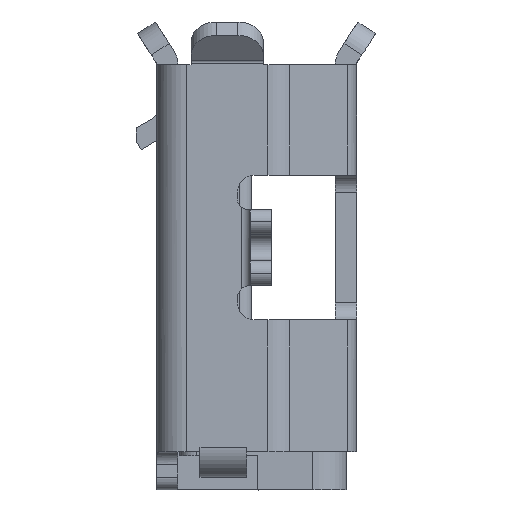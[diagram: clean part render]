
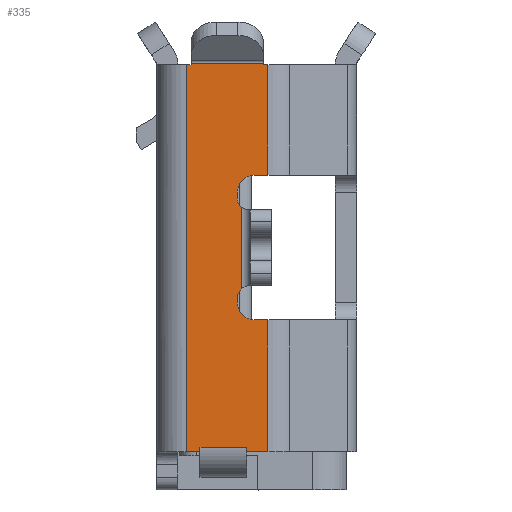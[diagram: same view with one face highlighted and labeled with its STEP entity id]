
A CAD part, left-side view. The second image highlights one B-rep face of the part: STEP entity #335.
In plain terms, the highlighted planar face has unit normal (-1, 0, 0).
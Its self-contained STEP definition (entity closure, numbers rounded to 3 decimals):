
#335=ADVANCED_FACE('NONE',(#1245),#1246,.F.);
#1245=FACE_OUTER_BOUND('',#2637,.T.);
#1246=PLANE('',#2638);
#2637=EDGE_LOOP('',(#5493,#5494,#5495,#5496,#5497,#5498,#5499,#5500,#5501,#5502,#5503,#5504,#5505,#5506,#5507,#5508,#5509,#5510,#5511,#5512,#5513,#5514,#5515));
#2638=AXIS2_PLACEMENT_3D('',#5516,#5517,#5518);
#5493=ORIENTED_EDGE('',*,*,#10203,.T.);
#5494=ORIENTED_EDGE('',*,*,#9983,.T.);
#5495=ORIENTED_EDGE('',*,*,#10221,.T.);
#5496=ORIENTED_EDGE('',*,*,#10222,.F.);
#5497=ORIENTED_EDGE('',*,*,#10223,.F.);
#5498=ORIENTED_EDGE('',*,*,#9573,.T.);
#5499=ORIENTED_EDGE('',*,*,#9977,.F.);
#5500=ORIENTED_EDGE('',*,*,#10058,.F.);
#5501=ORIENTED_EDGE('',*,*,#10224,.T.);
#5502=ORIENTED_EDGE('',*,*,#10225,.T.);
#5503=ORIENTED_EDGE('',*,*,#10083,.F.);
#5504=ORIENTED_EDGE('',*,*,#10226,.T.);
#5505=ORIENTED_EDGE('',*,*,#10085,.F.);
#5506=ORIENTED_EDGE('',*,*,#10130,.T.);
#5507=ORIENTED_EDGE('',*,*,#10127,.T.);
#5508=ORIENTED_EDGE('',*,*,#10124,.T.);
#5509=ORIENTED_EDGE('',*,*,#10121,.F.);
#5510=ORIENTED_EDGE('',*,*,#10117,.T.);
#5511=ORIENTED_EDGE('',*,*,#10227,.T.);
#5512=ORIENTED_EDGE('',*,*,#10228,.T.);
#5513=ORIENTED_EDGE('',*,*,#10219,.F.);
#5514=ORIENTED_EDGE('',*,*,#10215,.T.);
#5515=ORIENTED_EDGE('',*,*,#10213,.F.);
#5516=CARTESIAN_POINT('',(-3.7,-1.309,-5.0));
#5517=DIRECTION('',(1.0,0.,0.0));
#5518=DIRECTION('',(0.,1.0,0.0));
#9573=EDGE_CURVE('NONE',#11514,#11518,#11520,.T.);
#9977=EDGE_CURVE('NONE',#12198,#11518,#12199,.T.);
#9983=EDGE_CURVE('NONE',#12209,#12207,#12210,.T.);
#10058=EDGE_CURVE('NONE',#12319,#12198,#12321,.T.);
#10083=EDGE_CURVE('NONE',#12360,#12330,#12362,.T.);
#10085=EDGE_CURVE('NONE',#12364,#12365,#12366,.T.);
#10117=EDGE_CURVE('NONE',#12419,#12417,#12420,.T.);
#10121=EDGE_CURVE('NONE',#12419,#12426,#12427,.T.);
#10124=EDGE_CURVE('NONE',#12431,#12426,#12432,.T.);
#10127=EDGE_CURVE('NONE',#12436,#12431,#12437,.T.);
#10130=EDGE_CURVE('NONE',#12364,#12436,#12441,.T.);
#10203=EDGE_CURVE('NONE',#12559,#12209,#12560,.T.);
#10213=EDGE_CURVE('NONE',#12559,#12573,#12574,.T.);
#10215=EDGE_CURVE('NONE',#12576,#12573,#12577,.T.);
#10219=EDGE_CURVE('NONE',#12576,#12583,#12584,.T.);
#10221=EDGE_CURVE('NONE',#12207,#12586,#12587,.T.);
#10222=EDGE_CURVE('NONE',#12588,#12586,#12589,.T.);
#10223=EDGE_CURVE('NONE',#11514,#12588,#12590,.T.);
#10224=EDGE_CURVE('NONE',#12319,#12591,#12592,.T.);
#10225=EDGE_CURVE('NONE',#12591,#12330,#12593,.T.);
#10226=EDGE_CURVE('NONE',#12360,#12365,#12594,.T.);
#10227=EDGE_CURVE('NONE',#12417,#12595,#12596,.T.);
#10228=EDGE_CURVE('NONE',#12595,#12583,#12597,.T.);
#11514=VERTEX_POINT('NONE',#14685);
#11518=VERTEX_POINT('NONE',#14691);
#11520=LINE('',#14694,#14695);
#12198=VERTEX_POINT('NONE',#15794);
#12199=LINE('',#15795,#15796);
#12207=VERTEX_POINT('NONE',#15810);
#12209=VERTEX_POINT('NONE',#15813);
#12210=LINE('',#15814,#15815);
#12319=VERTEX_POINT('NONE',#15983);
#12321=LINE('',#15986,#15987);
#12330=VERTEX_POINT('NONE',#15998);
#12360=VERTEX_POINT('NONE',#16042);
#12362=LINE('',#16044,#16045);
#12364=VERTEX_POINT('NONE',#16048);
#12365=VERTEX_POINT('NONE',#16049);
#12366=LINE('',#16050,#16051);
#12417=VERTEX_POINT('NONE',#16120);
#12419=VERTEX_POINT('NONE',#16127);
#12420=CIRCLE('',#16128,0.14);
#12426=VERTEX_POINT('NONE',#16138);
#12427=LINE('',#16139,#16140);
#12431=VERTEX_POINT('NONE',#16146);
#12432=CIRCLE('',#16147,0.2);
#12436=VERTEX_POINT('NONE',#16152);
#12437=LINE('',#16153,#16154);
#12441=LINE('',#16160,#16161);
#12559=VERTEX_POINT('NONE',#16427);
#12560=LINE('',#16428,#16429);
#12573=VERTEX_POINT('NONE',#16449);
#12574=LINE('',#16450,#16451);
#12576=VERTEX_POINT('NONE',#16454);
#12577=CIRCLE('',#16455,0.2);
#12583=VERTEX_POINT('NONE',#16463);
#12584=LINE('',#16464,#16465);
#12586=VERTEX_POINT('NONE',#16468);
#12587=LINE('',#16469,#16470);
#12588=VERTEX_POINT('NONE',#16471);
#12589=LINE('',#16472,#16473);
#12590=LINE('',#16474,#16475);
#12591=VERTEX_POINT('NONE',#16476);
#12592=LINE('',#16477,#16478);
#12593=LINE('',#16479,#16480);
#12594=LINE('',#16481,#16482);
#12595=VERTEX_POINT('NONE',#16483);
#12596=LINE('',#16484,#16485);
#12597=CIRCLE('',#16486,0.12);
#14685=CARTESIAN_POINT('',(-3.7,-0.404,0.0));
#14691=CARTESIAN_POINT('',(-3.7,-0.35,0.0));
#14694=CARTESIAN_POINT('',(-3.7,-0.4,0.0));
#14695=VECTOR('',#19601,1000.0);
#15794=CARTESIAN_POINT('',(-3.7,-0.35,-4.55));
#15795=CARTESIAN_POINT('',(-3.7,-0.35,-4.55));
#15796=VECTOR('',#20164,1000.0);
#15810=CARTESIAN_POINT('',(-3.7,-1.254,0.0));
#15813=CARTESIAN_POINT('',(-3.7,-1.309,0.0));
#15814=CARTESIAN_POINT('',(-3.7,-0.4,0.0));
#15815=VECTOR('',#20173,1000.0);
#15983=CARTESIAN_POINT('',(-3.7,-0.509,-4.55));
#15986=CARTESIAN_POINT('',(-3.7,-0.51,-4.55));
#15987=VECTOR('',#20276,1000.0);
#15998=CARTESIAN_POINT('',(-3.7,-0.51,-4.5));
#16042=CARTESIAN_POINT('',(-3.7,-1.059,-4.5));
#16044=CARTESIAN_POINT('',(-3.7,-1.059,-4.5));
#16045=VECTOR('',#20317,1000.0);
#16048=CARTESIAN_POINT('',(-3.7,-1.309,-4.55));
#16049=CARTESIAN_POINT('',(-3.7,-1.06,-4.55));
#16050=CARTESIAN_POINT('',(-3.7,-1.309,-4.55));
#16051=VECTOR('',#20319,1000.0);
#16120=CARTESIAN_POINT('',(-3.7,-1.0,-2.633));
#16127=CARTESIAN_POINT('',(-3.7,-0.95,-2.74));
#16128=AXIS2_PLACEMENT_3D('',#20374,#20375,#20376);
#16138=CARTESIAN_POINT('',(-3.7,-0.95,-2.8));
#16139=CARTESIAN_POINT('',(-3.7,-0.95,-2.74));
#16140=VECTOR('',#20381,1000.0);
#16146=CARTESIAN_POINT('',(-3.7,-1.15,-3.0));
#16147=AXIS2_PLACEMENT_3D('',#20384,#20385,#20386);
#16152=CARTESIAN_POINT('',(-3.7,-1.309,-3.0));
#16153=CARTESIAN_POINT('',(-3.7,-1.309,-3.0));
#16154=VECTOR('',#20391,1000.0);
#16160=CARTESIAN_POINT('',(-3.7,-1.309,-4.55));
#16161=VECTOR('',#20394,1000.0);
#16427=CARTESIAN_POINT('',(-3.7,-1.309,-1.3));
#16428=CARTESIAN_POINT('',(-3.7,-1.309,-1.3));
#16429=VECTOR('',#20487,1000.0);
#16449=CARTESIAN_POINT('',(-3.7,-1.15,-1.3));
#16450=CARTESIAN_POINT('',(-3.7,-1.309,-1.3));
#16451=VECTOR('',#20501,1000.0);
#16454=CARTESIAN_POINT('',(-3.7,-0.95,-1.5));
#16455=AXIS2_PLACEMENT_3D('',#20503,#20504,#20505);
#16463=CARTESIAN_POINT('',(-3.7,-0.95,-1.58));
#16464=CARTESIAN_POINT('',(-3.7,-0.95,-1.5));
#16465=VECTOR('',#20511,1000.0);
#16468=CARTESIAN_POINT('',(-3.7,-1.254,0.016));
#16469=CARTESIAN_POINT('',(-3.7,-1.254,0.0));
#16470=VECTOR('',#20513,1000.0);
#16471=CARTESIAN_POINT('',(-3.7,-0.404,0.016));
#16472=CARTESIAN_POINT('',(-3.7,-0.404,0.016));
#16473=VECTOR('',#20514,1000.0);
#16474=CARTESIAN_POINT('',(-3.7,-0.404,0.0));
#16475=VECTOR('',#20515,1000.0);
#16476=CARTESIAN_POINT('',(-3.7,-0.509,-4.5));
#16477=CARTESIAN_POINT('',(-3.7,-0.509,-5.0));
#16478=VECTOR('',#20516,1000.0);
#16479=CARTESIAN_POINT('',(-3.7,-1.309,-4.5));
#16480=VECTOR('',#20517,1000.0);
#16481=CARTESIAN_POINT('',(-3.7,-1.06,-5.0));
#16482=VECTOR('',#20518,1000.0);
#16483=CARTESIAN_POINT('',(-3.7,-1.0,-1.677));
#16484=CARTESIAN_POINT('',(-3.7,-1.0,-2.6));
#16485=VECTOR('',#20519,1000.0);
#16486=AXIS2_PLACEMENT_3D('',#20520,#20521,#20522);
#19601=DIRECTION('',(0.,1.0,0.0));
#20164=DIRECTION('',(0.0,0.0,1.0));
#20173=DIRECTION('',(0.,1.0,0.0));
#20276=DIRECTION('',(0.,1.0,0.0));
#20317=DIRECTION('',(0.,1.0,0.0));
#20319=DIRECTION('',(0.,1.0,0.0));
#20374=CARTESIAN_POINT('',(-3.7,-1.09,-2.74));
#20375=DIRECTION('',(1.0,0.,0.0));
#20376=DIRECTION('',(0.,1.0,0.0));
#20381=DIRECTION('',(0.0,-0.0,-1.0));
#20384=CARTESIAN_POINT('',(-3.7,-1.15,-2.8));
#20385=DIRECTION('',(1.0,0.,0.0));
#20386=DIRECTION('',(0.0,-0.0,-1.0));
#20391=DIRECTION('',(0.,1.0,0.0));
#20394=DIRECTION('',(0.0,0.0,1.0));
#20487=DIRECTION('',(0.0,0.0,1.0));
#20501=DIRECTION('',(0.,1.0,0.0));
#20503=CARTESIAN_POINT('',(-3.7,-1.15,-1.5));
#20504=DIRECTION('',(1.0,0.,0.0));
#20505=DIRECTION('',(0.,1.0,0.0));
#20511=DIRECTION('',(0.0,-0.0,-1.0));
#20513=DIRECTION('',(0.0,0.0,1.0));
#20514=DIRECTION('',(0.,-1.0,0.0));
#20515=DIRECTION('',(0.0,0.0,1.0));
#20516=DIRECTION('',(0.0,0.0,1.0));
#20517=DIRECTION('',(0.,-1.0,0.0));
#20518=DIRECTION('',(0.0,-0.0,-1.0));
#20519=DIRECTION('',(0.0,0.0,1.0));
#20520=CARTESIAN_POINT('',(-3.7,-1.07,-1.58));
#20521=DIRECTION('',(1.0,0.,0.));
#20522=DIRECTION('',(0.,0.583,-0.812));
